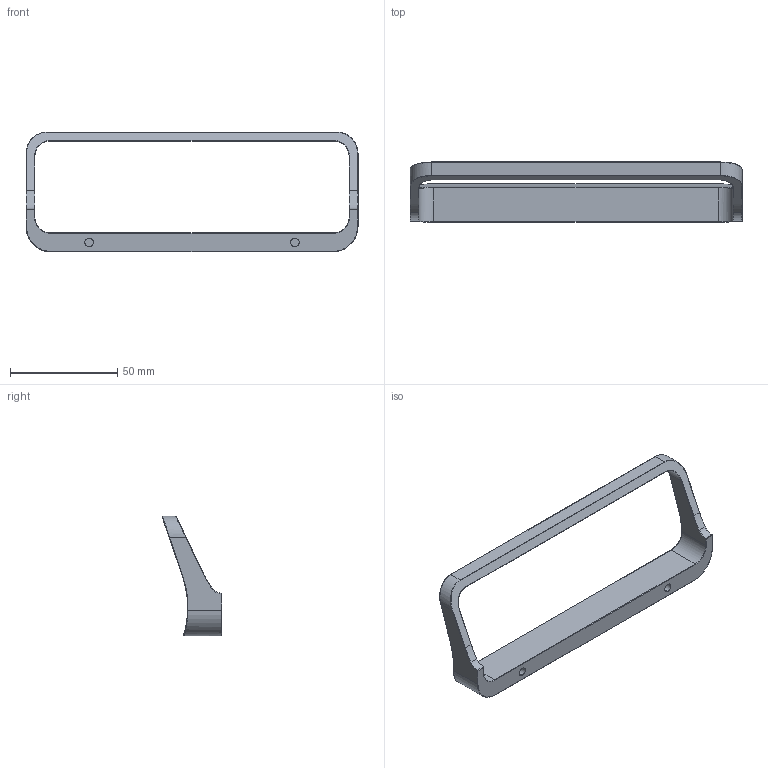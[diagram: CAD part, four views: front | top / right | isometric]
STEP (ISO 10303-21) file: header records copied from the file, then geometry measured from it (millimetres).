
FILE_DESCRIPTION (( 'STEP AP203' ), '1' );
FILE_NAME ('HDL27_STEP_V10421.STEP', '2021-04-22T08:13:54', ( '' ), ( '' ), 'SwSTEP 2.0', 'SolidWorks 2019', '' );
FILE_SCHEMA (( 'CONFIG_CONTROL_DESIGN' ));
Length unit declared in the file: millimetre
Products named in the file (1): HDL27_STEP_V10421
Bounding box: 155 x 27.92 x 56 mm (x, y, z)
Volume: 31092.7 mm3; surface area: 13968 mm2
Topology: 1 solids, 1 shells, 84 faces, 194 edges, 108 vertices
Faces by surface type: cylinder 39, torus 16, plane 13, bspline 12, sphere 4
Entity records: 3045 total; most frequent: CARTESIAN_POINT 1137, DIRECTION 408, ORIENTED_EDGE 380, EDGE_CURVE 190, AXIS2_PLACEMENT_3D 169, VERTEX_POINT 108, CIRCLE 96, EDGE_LOOP 86
